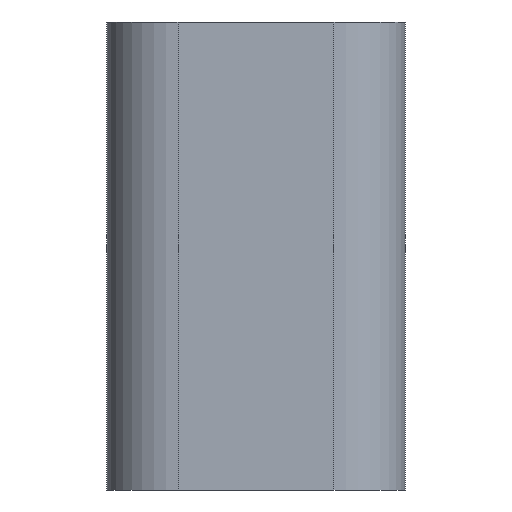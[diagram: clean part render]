
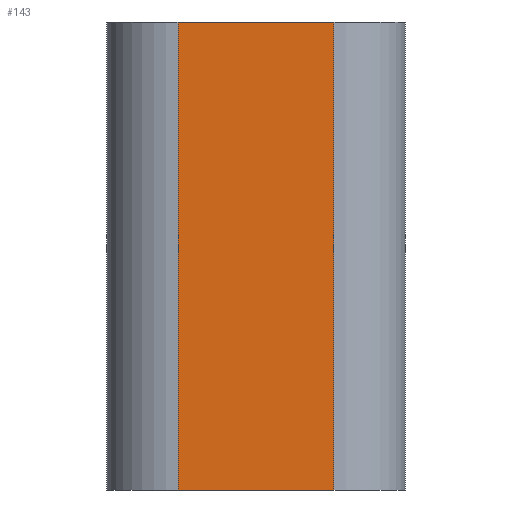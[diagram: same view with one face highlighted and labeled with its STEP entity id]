
A CAD part, front view. The second image highlights one B-rep face of the part: STEP entity #143.
In plain terms, the highlighted planar face has unit normal (0, -1, 0).
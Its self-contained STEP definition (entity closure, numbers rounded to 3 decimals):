
#25=FACE_OUTER_BOUND('',#35,.T.);
#35=EDGE_LOOP('',(#111,#112,#113,#114));
#43=LINE('',#229,#53);
#45=LINE('',#239,#55);
#47=LINE('',#245,#57);
#48=LINE('',#246,#58);
#53=VECTOR('',#185,10.);
#55=VECTOR('',#195,10.);
#57=VECTOR('',#201,10.);
#58=VECTOR('',#202,10.);
#71=VERTEX_POINT('',#225);
#73=VERTEX_POINT('',#228);
#77=VERTEX_POINT('',#238);
#79=VERTEX_POINT('',#244);
#84=EDGE_CURVE('',#73,#71,#43,.T.);
#89=EDGE_CURVE('',#77,#73,#45,.T.);
#92=EDGE_CURVE('',#79,#71,#47,.T.);
#93=EDGE_CURVE('',#77,#79,#48,.T.);
#111=ORIENTED_EDGE('',*,*,#84,.T.);
#112=ORIENTED_EDGE('',*,*,#92,.F.);
#113=ORIENTED_EDGE('',*,*,#93,.F.);
#114=ORIENTED_EDGE('',*,*,#89,.T.);
#138=PLANE('',#170);
#143=ADVANCED_FACE('',(#25),#138,.T.);
#170=AXIS2_PLACEMENT_3D('',#243,#199,#200);
#185=DIRECTION('',(-1.,0.,0.));
#195=DIRECTION('',(0.,0.,1.));
#199=DIRECTION('center_axis',(0.,-1.,0.));
#200=DIRECTION('ref_axis',(1.,0.,0.));
#201=DIRECTION('',(0.,0.,1.));
#202=DIRECTION('',(-1.,0.,0.));
#225=CARTESIAN_POINT('',(-3.,-8.75,-25.497));
#228=CARTESIAN_POINT('',(3.,-8.75,-25.497));
#229=CARTESIAN_POINT('',(-1.5,-8.75,-25.497));
#238=CARTESIAN_POINT('',(3.,-8.75,-43.497));
#239=CARTESIAN_POINT('',(3.,-8.75,-34.497));
#243=CARTESIAN_POINT('Origin',(-3.,-8.75,-34.497));
#244=CARTESIAN_POINT('',(-3.,-8.75,-43.497));
#245=CARTESIAN_POINT('',(-3.,-8.75,-34.497));
#246=CARTESIAN_POINT('',(-3.,-8.75,-43.497));
